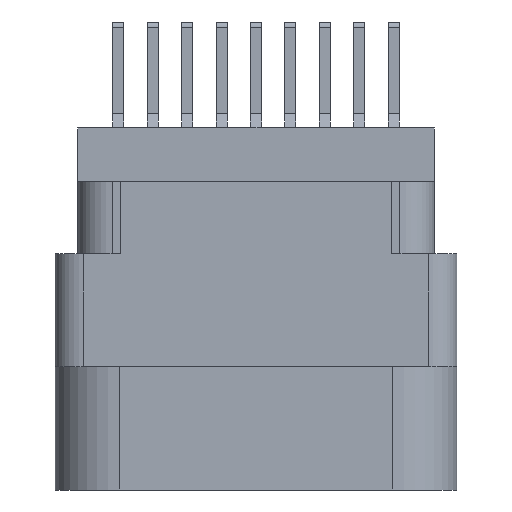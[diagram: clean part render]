
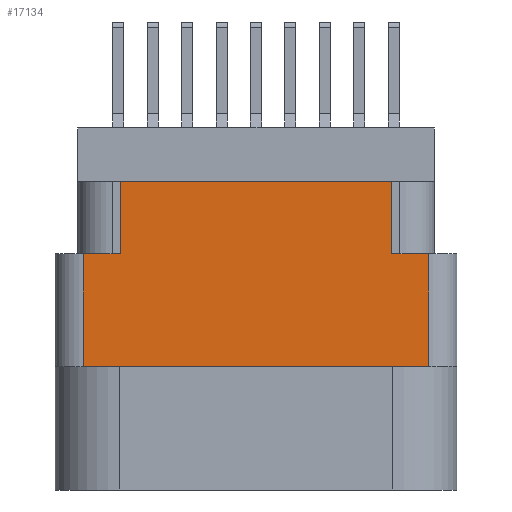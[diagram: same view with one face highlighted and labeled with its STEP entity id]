
A CAD part, left-side view. The second image highlights one B-rep face of the part: STEP entity #17134.
In plain terms, the highlighted planar face has unit normal (-1, 0, 0).
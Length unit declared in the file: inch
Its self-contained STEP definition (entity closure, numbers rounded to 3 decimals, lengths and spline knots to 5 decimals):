
#1985 = LINE ( 'NONE', #16605, #47413 ) ;
#2162 = CARTESIAN_POINT ( 'NONE',  ( -1.2955, -0.296, -0.117 ) ) ;
#2184 = CARTESIAN_POINT ( 'NONE',  ( -1.2955, -0.438, -0.789 ) ) ;
#2209 = EDGE_CURVE ( 'NONE', #29357, #3075, #39463, .T. ) ;
#3075 = VERTEX_POINT ( 'NONE', #30185 ) ;
#3195 = CARTESIAN_POINT ( 'NONE',  ( -1.2955, -0.376, -0.52 ) ) ;
#3370 = DIRECTION ( 'NONE',  ( 0., -1., 0. ) ) ;
#3678 = CARTESIAN_POINT ( 'NONE',  ( -1.2955, 0., -0.274 ) ) ;
#4018 = EDGE_CURVE ( 'NONE', #17348, #20393, #26064, .T. ) ;
#5446 = DIRECTION ( 'NONE',  ( 0., 0., 1. ) ) ;
#5703 = VECTOR ( 'NONE', #8272, 39.37008 ) ;
#6332 = EDGE_CURVE ( 'NONE', #17348, #3075, #30536, .T. ) ;
#6671 = VECTOR ( 'NONE', #5446, 39.37008 ) ;
#7529 = DIRECTION ( 'NONE',  ( 0., -1., 0. ) ) ;
#7989 = LINE ( 'NONE', #24297, #39644 ) ;
#8272 = DIRECTION ( 'NONE',  ( 0., 0., -1. ) ) ;
#8615 = EDGE_CURVE ( 'NONE', #43724, #34868, #43407, .T. ) ;
#8750 = LINE ( 'NONE', #10517, #11160 ) ;
#8897 = PLANE ( 'NONE',  #28090 ) ;
#10517 = CARTESIAN_POINT ( 'NONE',  ( -1.2955, -0.296, -0.274 ) ) ;
#10823 = CARTESIAN_POINT ( 'NONE',  ( -1.2955, 0.376, -0.274 ) ) ;
#11160 = VECTOR ( 'NONE', #38649, 39.37008 ) ;
#13569 = VECTOR ( 'NONE', #36800, 39.37008 ) ;
#16605 = CARTESIAN_POINT ( 'NONE',  ( -1.2955, 0.438, -0.117 ) ) ;
#17134 = ADVANCED_FACE ( 'NONE', ( #26235 ), #8897, .T. ) ;
#17348 = VERTEX_POINT ( 'NONE', #3195 ) ;
#19168 = CARTESIAN_POINT ( 'NONE',  ( -1.2955, 0.376, -0.52 ) ) ;
#20393 = VERTEX_POINT ( 'NONE', #19168 ) ;
#21470 = CARTESIAN_POINT ( 'NONE',  ( -1.2955, 0., -0.52 ) ) ;
#23399 = ORIENTED_EDGE ( 'NONE', *, *, #24482, .F. ) ;
#23650 = ORIENTED_EDGE ( 'NONE', *, *, #2209, .F. ) ;
#24297 = CARTESIAN_POINT ( 'NONE',  ( -1.2955, 0.296, -0.274 ) ) ;
#24420 = EDGE_CURVE ( 'NONE', #34868, #47258, #7989, .T. ) ;
#24482 = EDGE_CURVE ( 'NONE', #47258, #31524, #1985, .T. ) ;
#25274 = ORIENTED_EDGE ( 'NONE', *, *, #8615, .F. ) ;
#26030 = CARTESIAN_POINT ( 'NONE',  ( -1.2955, -0.296, -0.274 ) ) ;
#26064 = LINE ( 'NONE', #21470, #13569 ) ;
#26235 = FACE_OUTER_BOUND ( 'NONE', #27610, .T. ) ;
#27610 = EDGE_LOOP ( 'NONE', ( #25274, #44203, #37481, #37781, #23650, #37077, #23399, #35769 ) ) ;
#27905 = VECTOR ( 'NONE', #7529, 39.37008 ) ;
#28090 = AXIS2_PLACEMENT_3D ( 'NONE', #2184, #28913, #36755 ) ;
#28913 = DIRECTION ( 'NONE',  ( -1., 0., 0. ) ) ;
#29332 = VECTOR ( 'NONE', #3370, 39.37008 ) ;
#29357 = VERTEX_POINT ( 'NONE', #26030 ) ;
#30185 = CARTESIAN_POINT ( 'NONE',  ( -1.2955, -0.376, -0.274 ) ) ;
#30536 = LINE ( 'NONE', #31631, #6671 ) ;
#30813 = EDGE_CURVE ( 'NONE', #29357, #31524, #8750, .T. ) ;
#31524 = VERTEX_POINT ( 'NONE', #2162 ) ;
#31631 = CARTESIAN_POINT ( 'NONE',  ( -1.2955, -0.376, -0.789 ) ) ;
#31784 = DIRECTION ( 'NONE',  ( 0., -1., 0. ) ) ;
#34377 = LINE ( 'NONE', #42931, #5703 ) ;
#34427 = CARTESIAN_POINT ( 'NONE',  ( -1.2955, 0., -0.274 ) ) ;
#34868 = VERTEX_POINT ( 'NONE', #47961 ) ;
#35769 = ORIENTED_EDGE ( 'NONE', *, *, #24420, .F. ) ;
#36755 = DIRECTION ( 'NONE',  ( 0., 0., 1. ) ) ;
#36800 = DIRECTION ( 'NONE',  ( 0., 1., 0. ) ) ;
#37077 = ORIENTED_EDGE ( 'NONE', *, *, #30813, .T. ) ;
#37481 = ORIENTED_EDGE ( 'NONE', *, *, #4018, .F. ) ;
#37781 = ORIENTED_EDGE ( 'NONE', *, *, #6332, .T. ) ;
#38649 = DIRECTION ( 'NONE',  ( 0., 0., 1. ) ) ;
#39315 = EDGE_CURVE ( 'NONE', #43724, #20393, #34377, .T. ) ;
#39463 = LINE ( 'NONE', #34427, #29332 ) ;
#39644 = VECTOR ( 'NONE', #46982, 39.37008 ) ;
#42931 = CARTESIAN_POINT ( 'NONE',  ( -1.2955, 0.376, -0.789 ) ) ;
#43407 = LINE ( 'NONE', #3678, #27905 ) ;
#43724 = VERTEX_POINT ( 'NONE', #10823 ) ;
#44203 = ORIENTED_EDGE ( 'NONE', *, *, #39315, .T. ) ;
#46969 = CARTESIAN_POINT ( 'NONE',  ( -1.2955, 0.296, -0.117 ) ) ;
#46982 = DIRECTION ( 'NONE',  ( 0., 0., 1. ) ) ;
#47258 = VERTEX_POINT ( 'NONE', #46969 ) ;
#47413 = VECTOR ( 'NONE', #31784, 39.37008 ) ;
#47961 = CARTESIAN_POINT ( 'NONE',  ( -1.2955, 0.296, -0.274 ) ) ;
